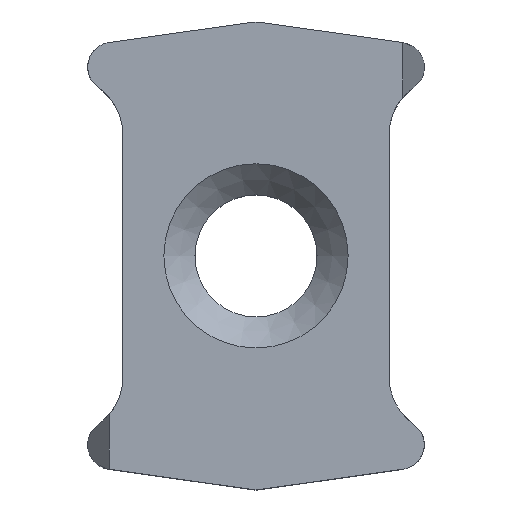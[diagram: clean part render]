
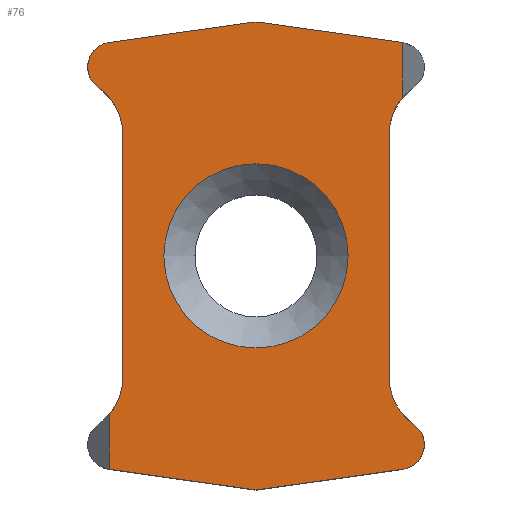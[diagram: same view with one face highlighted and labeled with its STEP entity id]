
A CAD part, top view. The second image highlights one B-rep face of the part: STEP entity #76.
In plain terms, the highlighted planar face has unit normal (0, 0, 1).
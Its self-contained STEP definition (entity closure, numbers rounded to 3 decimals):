
#76=ADVANCED_FACE('',(#177,#178),#101,.T.);
#101=PLANE('',#496);
#113=LINE('',#781,#145);
#114=LINE('',#783,#146);
#115=LINE('',#787,#147);
#116=LINE('',#793,#148);
#117=LINE('',#797,#149);
#118=LINE('',#799,#150);
#119=LINE('',#803,#151);
#120=LINE('',#809,#152);
#145=VECTOR('',#550,1.);
#146=VECTOR('',#551,1.);
#147=VECTOR('',#554,1.);
#148=VECTOR('',#559,1.);
#149=VECTOR('',#562,1.);
#150=VECTOR('',#563,1.);
#151=VECTOR('',#566,1.);
#152=VECTOR('',#571,1.);
#177=FACE_BOUND('',#187,.T.);
#178=FACE_BOUND('',#188,.T.);
#187=EDGE_LOOP('',(#217));
#188=EDGE_LOOP('',(#218,#219,#220,#221,#222,#223,#224,#225,#226,#227,#228,
#229,#230,#231,#232,#233));
#217=ORIENTED_EDGE('',*,*,#377,.T.);
#218=ORIENTED_EDGE('',*,*,#378,.F.);
#219=ORIENTED_EDGE('',*,*,#379,.T.);
#220=ORIENTED_EDGE('',*,*,#380,.F.);
#221=ORIENTED_EDGE('',*,*,#381,.F.);
#222=ORIENTED_EDGE('',*,*,#382,.F.);
#223=ORIENTED_EDGE('',*,*,#383,.F.);
#224=ORIENTED_EDGE('',*,*,#384,.F.);
#225=ORIENTED_EDGE('',*,*,#385,.F.);
#226=ORIENTED_EDGE('',*,*,#386,.F.);
#227=ORIENTED_EDGE('',*,*,#387,.T.);
#228=ORIENTED_EDGE('',*,*,#388,.F.);
#229=ORIENTED_EDGE('',*,*,#389,.F.);
#230=ORIENTED_EDGE('',*,*,#390,.F.);
#231=ORIENTED_EDGE('',*,*,#391,.F.);
#232=ORIENTED_EDGE('',*,*,#392,.F.);
#233=ORIENTED_EDGE('',*,*,#393,.F.);
#337=VERTEX_POINT('',#777);
#338=VERTEX_POINT('',#779);
#339=VERTEX_POINT('',#780);
#340=VERTEX_POINT('',#782);
#341=VERTEX_POINT('',#784);
#342=VERTEX_POINT('',#786);
#343=VERTEX_POINT('',#788);
#344=VERTEX_POINT('',#790);
#345=VERTEX_POINT('',#792);
#346=VERTEX_POINT('',#794);
#347=VERTEX_POINT('',#796);
#348=VERTEX_POINT('',#798);
#349=VERTEX_POINT('',#800);
#350=VERTEX_POINT('',#802);
#351=VERTEX_POINT('',#804);
#352=VERTEX_POINT('',#806);
#353=VERTEX_POINT('',#808);
#377=EDGE_CURVE('',#337,#337,#437,.T.);
#378=EDGE_CURVE('',#338,#339,#438,.T.);
#379=EDGE_CURVE('',#338,#340,#113,.T.);
#380=EDGE_CURVE('',#341,#340,#114,.T.);
#381=EDGE_CURVE('',#342,#341,#439,.T.);
#382=EDGE_CURVE('',#343,#342,#115,.T.);
#383=EDGE_CURVE('',#344,#343,#440,.T.);
#384=EDGE_CURVE('',#345,#344,#441,.T.);
#385=EDGE_CURVE('',#346,#345,#116,.T.);
#386=EDGE_CURVE('',#347,#346,#442,.T.);
#387=EDGE_CURVE('',#347,#348,#117,.T.);
#388=EDGE_CURVE('',#349,#348,#118,.T.);
#389=EDGE_CURVE('',#350,#349,#443,.T.);
#390=EDGE_CURVE('',#351,#350,#119,.T.);
#391=EDGE_CURVE('',#352,#351,#444,.T.);
#392=EDGE_CURVE('',#353,#352,#445,.T.);
#393=EDGE_CURVE('',#339,#353,#120,.T.);
#437=CIRCLE('',#487,2.225);
#438=CIRCLE('',#488,1.4);
#439=CIRCLE('',#489,0.6);
#440=CIRCLE('',#490,0.6);
#441=CIRCLE('',#491,1.4);
#442=CIRCLE('',#492,1.4);
#443=CIRCLE('',#493,0.6);
#444=CIRCLE('',#494,0.6);
#445=CIRCLE('',#495,1.4);
#487=AXIS2_PLACEMENT_3D('',#776,#546,#547);
#488=AXIS2_PLACEMENT_3D('',#778,#548,#549);
#489=AXIS2_PLACEMENT_3D('',#785,#552,#553);
#490=AXIS2_PLACEMENT_3D('',#789,#555,#556);
#491=AXIS2_PLACEMENT_3D('',#791,#557,#558);
#492=AXIS2_PLACEMENT_3D('',#795,#560,#561);
#493=AXIS2_PLACEMENT_3D('',#801,#564,#565);
#494=AXIS2_PLACEMENT_3D('',#805,#567,#568);
#495=AXIS2_PLACEMENT_3D('',#807,#569,#570);
#496=AXIS2_PLACEMENT_3D('',#810,#572,#573);
#546=DIRECTION('',(0.,0.,-1.));
#547=DIRECTION('',(1.,0.,0.));
#548=DIRECTION('',(0.,0.,1.));
#549=DIRECTION('',(1.,0.,0.));
#550=DIRECTION('',(0.,1.,0.));
#551=DIRECTION('',(0.99,-0.14,0.));
#552=DIRECTION('',(0.,0.,-1.));
#553=DIRECTION('',(1.,0.,0.));
#554=DIRECTION('',(0.99,0.14,0.));
#555=DIRECTION('',(0.,0.,-1.));
#556=DIRECTION('',(1.,0.,0.));
#557=DIRECTION('',(0.,0.,1.));
#558=DIRECTION('',(1.,0.,0.));
#559=DIRECTION('',(0.,1.,0.));
#560=DIRECTION('',(0.,0.,1.));
#561=DIRECTION('',(1.,0.,0.));
#562=DIRECTION('',(0.,-1.,0.));
#563=DIRECTION('',(-0.99,0.14,0.));
#564=DIRECTION('',(0.,0.,-1.));
#565=DIRECTION('',(1.,0.,0.));
#566=DIRECTION('',(-0.99,-0.14,0.));
#567=DIRECTION('',(0.,0.,-1.));
#568=DIRECTION('',(1.,0.,0.));
#569=DIRECTION('',(0.,0.,1.));
#570=DIRECTION('',(1.,0.,0.));
#571=DIRECTION('',(0.,-1.,0.));
#572=DIRECTION('',(0.,0.,1.));
#573=DIRECTION('',(1.,0.,0.));
#776=CARTESIAN_POINT('',(0.,0.,0.));
#777=CARTESIAN_POINT('',(2.225,0.,0.));
#778=CARTESIAN_POINT('',(4.615,2.924,0.));
#779=CARTESIAN_POINT('',(3.549,3.832,0.));
#780=CARTESIAN_POINT('',(3.215,2.924,0.));
#781=CARTESIAN_POINT('',(3.549,-2.924,0.));
#782=CARTESIAN_POINT('',(3.549,5.155,0.));
#783=CARTESIAN_POINT('',(5.713,4.849,0.));
#784=CARTESIAN_POINT('',(0.084,5.644,0.));
#785=CARTESIAN_POINT('',(0.,5.05,0.));
#786=CARTESIAN_POINT('',(-0.084,5.644,0.));
#787=CARTESIAN_POINT('',(3.337,6.127,0.));
#788=CARTESIAN_POINT('',(-3.549,5.155,0.));
#789=CARTESIAN_POINT('',(-3.465,4.561,0.));
#790=CARTESIAN_POINT('',(-3.81,4.07,0.));
#791=CARTESIAN_POINT('',(-4.615,2.924,0.));
#792=CARTESIAN_POINT('',(-3.215,2.924,0.));
#793=CARTESIAN_POINT('',(-3.215,-2.924,0.));
#794=CARTESIAN_POINT('',(-3.215,-2.924,0.));
#795=CARTESIAN_POINT('',(-4.615,-2.924,0.));
#796=CARTESIAN_POINT('',(-3.549,-3.832,0.));
#797=CARTESIAN_POINT('',(-3.549,-2.924,0.));
#798=CARTESIAN_POINT('',(-3.549,-5.155,0.));
#799=CARTESIAN_POINT('',(4.147,-6.242,0.));
#800=CARTESIAN_POINT('',(-0.084,-5.644,0.));
#801=CARTESIAN_POINT('',(0.,-5.05,0.));
#802=CARTESIAN_POINT('',(0.084,-5.644,0.));
#803=CARTESIAN_POINT('',(4.903,-4.964,0.));
#804=CARTESIAN_POINT('',(3.549,-5.155,0.));
#805=CARTESIAN_POINT('',(3.465,-4.561,0.));
#806=CARTESIAN_POINT('',(3.81,-4.07,0.));
#807=CARTESIAN_POINT('',(4.615,-2.924,0.));
#808=CARTESIAN_POINT('',(3.215,-2.924,0.));
#809=CARTESIAN_POINT('',(3.215,-2.924,0.));
#810=CARTESIAN_POINT('',(4.615,-2.924,0.));
